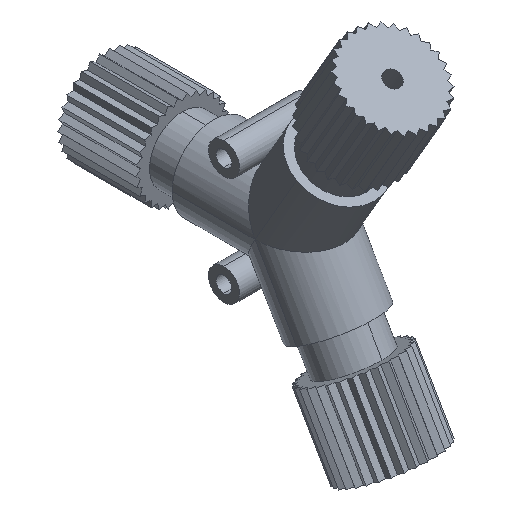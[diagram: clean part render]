
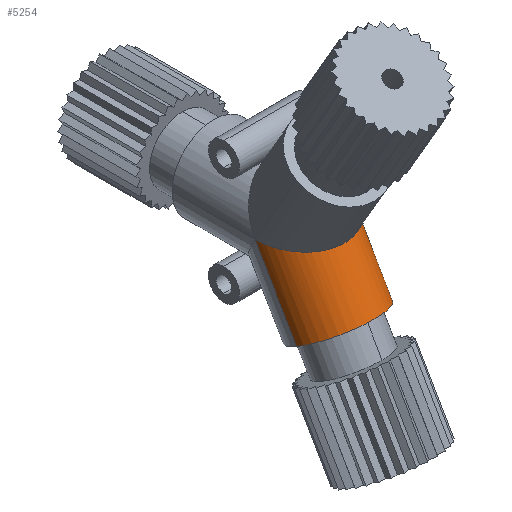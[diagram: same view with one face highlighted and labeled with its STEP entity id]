
A CAD part, isometric view. The second image highlights one B-rep face of the part: STEP entity #5254.
In plain terms, the highlighted cylindrical face has radius 4 mm (diameter 8 mm), a partial arc.
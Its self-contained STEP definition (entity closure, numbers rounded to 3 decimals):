
#55 = EDGE_CURVE ( 'NONE', #6995, #3574, #64, .T. ) ;
#64 =( BOUNDED_CURVE ( )  B_SPLINE_CURVE ( 3, ( #7057, #2412, #5367, #1911 ),
 .UNSPECIFIED., .F., .T. ) 
 B_SPLINE_CURVE_WITH_KNOTS ( ( 4, 4 ),
 ( 4.712, 7.854 ),
 .UNSPECIFIED. ) 
 CURVE ( )  GEOMETRIC_REPRESENTATION_ITEM ( )  RATIONAL_B_SPLINE_CURVE ( ( 1., 0.333, 0.333, 1. ) ) 
 REPRESENTATION_ITEM ( '' )  );
#397 = EDGE_CURVE ( 'NONE', #6995, #3298, #4227, .T. ) ;
#464 = CARTESIAN_POINT ( 'NONE',  ( 0., -4., -6.928 ) ) ;
#638 = EDGE_CURVE ( 'NONE', #3574, #5169, #710, .T. ) ;
#710 = LINE ( 'NONE', #4145, #1756 ) ;
#901 = VECTOR ( 'NONE', #3591, 1000. ) ;
#1078 = DIRECTION ( 'NONE',  ( -1., 0., 0. ) ) ;
#1095 = CARTESIAN_POINT ( 'NONE',  ( 4., -4., -6.928 ) ) ;
#1488 = CARTESIAN_POINT ( 'NONE',  ( 4., 0., 0. ) ) ;
#1601 = CYLINDRICAL_SURFACE ( 'NONE', #3958, 4. ) ;
#1670 = ORIENTED_EDGE ( 'NONE', *, *, #638, .T. ) ;
#1756 = VECTOR ( 'NONE', #5172, 1000. ) ;
#1911 = CARTESIAN_POINT ( 'NONE',  ( -4., 0., 0. ) ) ;
#2207 = ORIENTED_EDGE ( 'NONE', *, *, #55, .T. ) ;
#2296 = ORIENTED_EDGE ( 'NONE', *, *, #7403, .F. ) ;
#2412 = CARTESIAN_POINT ( 'NONE',  ( 4., -9.238, 0. ) ) ;
#2905 = AXIS2_PLACEMENT_3D ( 'NONE', #3259, #4944, #4423 ) ;
#3259 = CARTESIAN_POINT ( 'NONE',  ( 0., -4., -6.928 ) ) ;
#3298 = VERTEX_POINT ( 'NONE', #1095 ) ;
#3574 = VERTEX_POINT ( 'NONE', #4914 ) ;
#3591 = DIRECTION ( 'NONE',  ( 0., -0.5, -0.866 ) ) ;
#3958 = AXIS2_PLACEMENT_3D ( 'NONE', #464, #4431, #1078 ) ;
#4145 = CARTESIAN_POINT ( 'NONE',  ( -4., -4., -6.928 ) ) ;
#4193 = EDGE_LOOP ( 'NONE', ( #4259, #2207, #1670, #2296 ) ) ;
#4227 = LINE ( 'NONE', #5461, #901 ) ;
#4259 = ORIENTED_EDGE ( 'NONE', *, *, #397, .F. ) ;
#4423 = DIRECTION ( 'NONE',  ( -1., 0., 0. ) ) ;
#4431 = DIRECTION ( 'NONE',  ( 0., -0.5, -0.866 ) ) ;
#4914 = CARTESIAN_POINT ( 'NONE',  ( -4., 0., 0. ) ) ;
#4944 = DIRECTION ( 'NONE',  ( 0., -0.5, -0.866 ) ) ;
#5169 = VERTEX_POINT ( 'NONE', #6036 ) ;
#5172 = DIRECTION ( 'NONE',  ( 0., -0.5, -0.866 ) ) ;
#5254 = ADVANCED_FACE ( 'NONE', ( #6229 ), #1601, .T. ) ;
#5367 = CARTESIAN_POINT ( 'NONE',  ( -4., -9.238, 0. ) ) ;
#5461 = CARTESIAN_POINT ( 'NONE',  ( 4., -4., -6.928 ) ) ;
#6036 = CARTESIAN_POINT ( 'NONE',  ( -4., -4., -6.928 ) ) ;
#6131 = CIRCLE ( 'NONE', #2905, 4. ) ;
#6229 = FACE_OUTER_BOUND ( 'NONE', #4193, .T. ) ;
#6995 = VERTEX_POINT ( 'NONE', #1488 ) ;
#7057 = CARTESIAN_POINT ( 'NONE',  ( 4., 0., 0. ) ) ;
#7403 = EDGE_CURVE ( 'NONE', #3298, #5169, #6131, .T. ) ;
